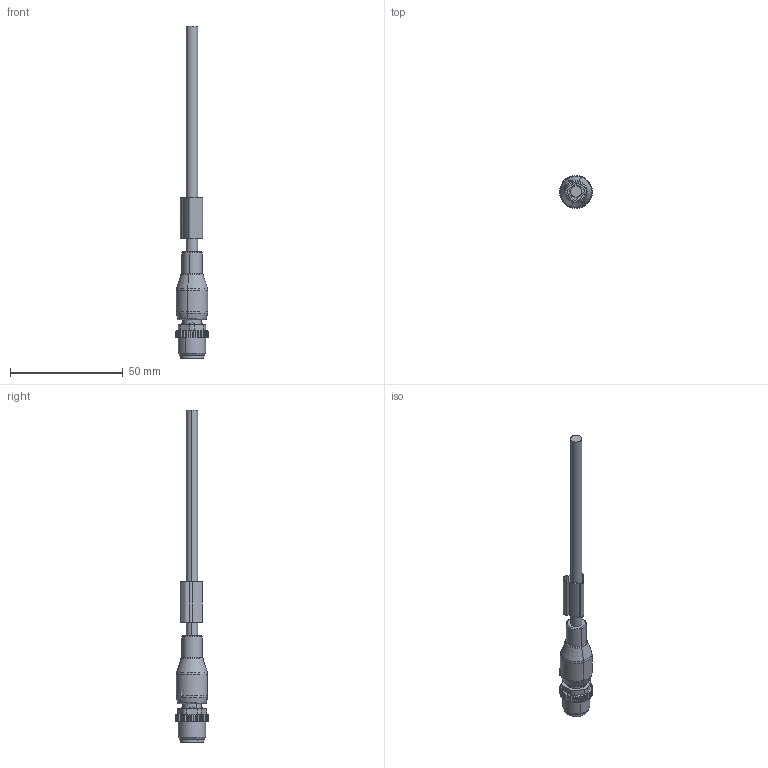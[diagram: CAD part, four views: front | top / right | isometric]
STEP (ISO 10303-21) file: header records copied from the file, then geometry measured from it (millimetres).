
FILE_DESCRIPTION(('CATIA V5 STEP Exchange','CAx-IF Rec.Pracs.--- Model Styling and Organization---1.4--- 2014-01-23'),'2;1');
FILE_NAME ('003618-2_1', '2020-04-06T12:09:00+00:00', ('none'), ('Weidmueller'), 'CATIA Version 5-6 Release 2016 SP3 HF44', 'CATIA V5 STEP AP214', 'none');
FILE_SCHEMA(('AUTOMOTIVE_DESIGN { 1 0 10303 214 1 1 1 1 }'));
Length unit declared in the file: millimetre
Products named in the file (1): 1021650150
Bounding box: 14.6 x 14.52 x 147 mm (x, y, z)
Volume: 7334.2 mm3; surface area: 7388.8 mm2
Topology: 10 solids, 10 shells, 678 faces, 1681 edges, 1049 vertices
Faces by surface type: plane 242, cylinder 223, torus 102, cone 99, sphere 12
Entity records: 18904 total; most frequent: CARTESIAN_POINT 4571, ORIENTED_EDGE 3318, DIRECTION 2198, EDGE_CURVE 1659, AXIS2_PLACEMENT_3D 1122, VERTEX_POINT 1049, EDGE_LOOP 752, CIRCLE 699
